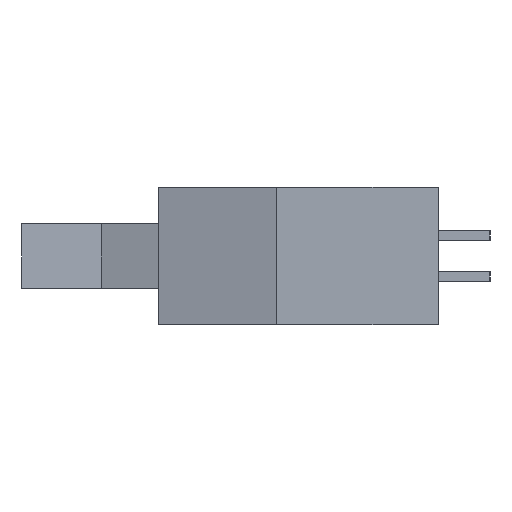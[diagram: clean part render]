
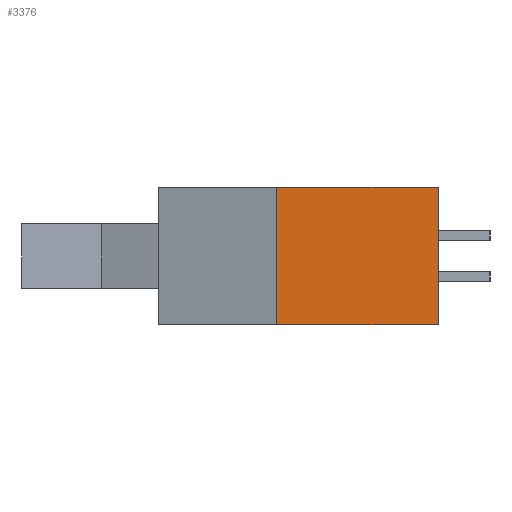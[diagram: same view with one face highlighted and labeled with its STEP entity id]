
A CAD part, left-side view. The second image highlights one B-rep face of the part: STEP entity #3376.
In plain terms, the highlighted free-form (B-spline) face has degree [1, 1] with [2, 2] control points.
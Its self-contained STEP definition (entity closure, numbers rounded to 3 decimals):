
#3326=CARTESIAN_POINT('V180',(-31.573,12.59,
   0.0));
#3327=VERTEX_POINT('V180',#3326);
#3333=CARTESIAN_POINT('V203',(-31.573,12.59,
   8.5));
#3334=VERTEX_POINT('V203',#3333);
#3335=CARTESIAN_POINT('E290',(-31.573,12.59,
   0.0));
#3336=CARTESIAN_POINT('E290',(-31.573,12.59,
   8.5));
#3337=B_SPLINE_CURVE_WITH_KNOTS('E290',1,(#3335,#3336),
   .POLYLINE_FORM.,.F.,.U.,(2,2),(0.0,1.125),
   .UNSPECIFIED.);
#3338=EDGE_CURVE('E290',#3327,#3334,#3337,.T.);
#3349=CARTESIAN_POINT('F91',(-31.573,12.59,
   0.0));
#3350=CARTESIAN_POINT('F91',(-31.573,2.59,
   0.0));
#3351=CARTESIAN_POINT('F91',(-31.573,12.59,
   8.5));
#3352=CARTESIAN_POINT('F91',(-31.573,2.59,
   8.5));
#3353=B_SPLINE_SURFACE_WITH_KNOTS('F91',1,1,((#3349,#3351),(#3350,
   #3352)),.PLANE_SURF.,.F.,.F.,.U.,(2,2),(2,2),(0.0,
   1.176),(0.0,1.0),.UNSPECIFIED.);
#3354=CARTESIAN_POINT('V94',(-31.573,2.59,
   0.0));
#3355=VERTEX_POINT('V94',#3354);
#3356=CARTESIAN_POINT('E248',(-31.573,12.59,
   0.0));
#3357=CARTESIAN_POINT('E248',(-31.573,2.59,
   0.0));
#3358=B_SPLINE_CURVE_WITH_KNOTS('E248',1,(#3356,#3357),
   .POLYLINE_FORM.,.F.,.U.,(2,2),(0.0,1.176),
   .UNSPECIFIED.);
#3359=EDGE_CURVE('E248',#3327,#3355,#3358,.T.);
#3360=ORIENTED_EDGE('E248',*,*,#3359,.T.);
#3361=CARTESIAN_POINT('V93',(-31.573,2.59,
   8.5));
#3362=VERTEX_POINT('V93',#3361);
#3363=CARTESIAN_POINT('E125',(-31.573,2.59,
   0.0));
#3364=CARTESIAN_POINT('E125',(-31.573,2.59,
   8.5));
#3365=QUASI_UNIFORM_CURVE('E125',1,(#3363,#3364),.POLYLINE_FORM.,.F.,
   .U.);
#3366=EDGE_CURVE('E125',#3355,#3362,#3365,.T.);
#3367=ORIENTED_EDGE('E125',*,*,#3366,.T.);
#3368=CARTESIAN_POINT('E289',(-31.573,2.59,
   8.5));
#3369=CARTESIAN_POINT('E289',(-31.573,12.59,
   8.5));
#3370=B_SPLINE_CURVE_WITH_KNOTS('E289',1,(#3368,#3369),
   .POLYLINE_FORM.,.F.,.U.,(2,2),(0.0,1.176),
   .UNSPECIFIED.);
#3371=EDGE_CURVE('E289',#3362,#3334,#3370,.T.);
#3372=ORIENTED_EDGE('E289',*,*,#3371,.T.);
#3373=ORIENTED_EDGE('E290',*,*,#3338,.F.);
#3374=EDGE_LOOP('F91',(#3360,#3367,#3372,#3373));
#3375=FACE_OUTER_BOUND('F91',#3374,.T.);
#3376=ADVANCED_FACE('F91',(#3375),#3353,.T.);
